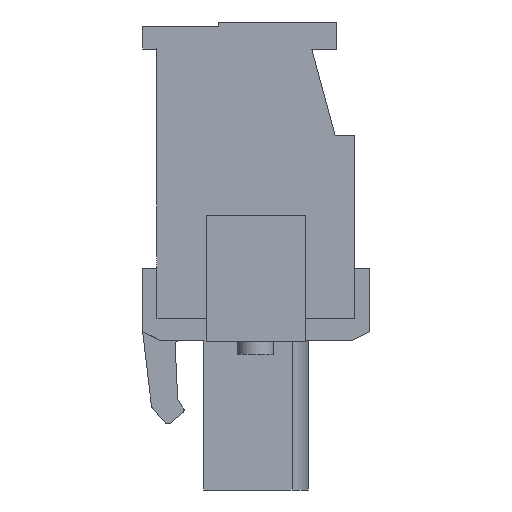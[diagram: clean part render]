
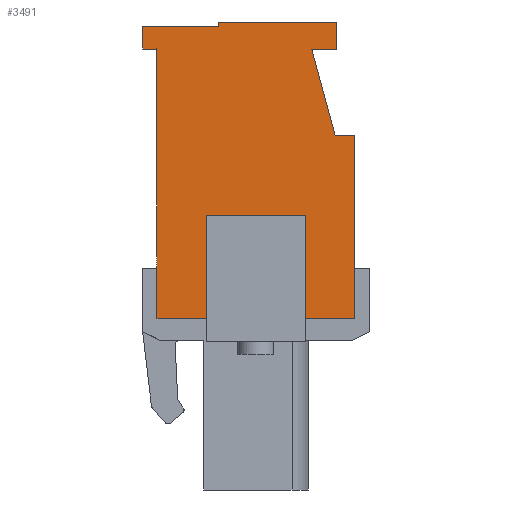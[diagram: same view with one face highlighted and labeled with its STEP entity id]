
A CAD part, left-side view. The second image highlights one B-rep face of the part: STEP entity #3491.
In plain terms, the highlighted planar face has unit normal (-1, 0, 0).
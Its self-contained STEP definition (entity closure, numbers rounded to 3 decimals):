
#3491 = ADVANCED_FACE( '', ( #7435 ), #7436, .T. );
#7435 = FACE_OUTER_BOUND( '', #11899, .T. );
#7436 = PLANE( '', #11900 );
#11899 = EDGE_LOOP( '', ( #21465, #21466, #21467, #21468, #21469, #21470, #21471, #21472, #21473, #21474, #21475, #21476, #21477, #21478, #21479, #21480 ) );
#11900 = AXIS2_PLACEMENT_3D( '', #21481, #21482, #21483 );
#21465 = ORIENTED_EDGE( '', *, *, #27818, .F. );
#21466 = ORIENTED_EDGE( '', *, *, #28202, .F. );
#21467 = ORIENTED_EDGE( '', *, *, #31140, .F. );
#21468 = ORIENTED_EDGE( '', *, *, #28824, .T. );
#21469 = ORIENTED_EDGE( '', *, *, #30877, .T. );
#21470 = ORIENTED_EDGE( '', *, *, #30109, .T. );
#21471 = ORIENTED_EDGE( '', *, *, #31141, .T. );
#21472 = ORIENTED_EDGE( '', *, *, #30664, .T. );
#21473 = ORIENTED_EDGE( '', *, *, #30617, .T. );
#21474 = ORIENTED_EDGE( '', *, *, #28317, .T. );
#21475 = ORIENTED_EDGE( '', *, *, #29979, .T. );
#21476 = ORIENTED_EDGE( '', *, *, #31142, .T. );
#21477 = ORIENTED_EDGE( '', *, *, #28069, .T. );
#21478 = ORIENTED_EDGE( '', *, *, #28382, .T. );
#21479 = ORIENTED_EDGE( '', *, *, #29742, .T. );
#21480 = ORIENTED_EDGE( '', *, *, #28826, .T. );
#21481 = CARTESIAN_POINT( '', ( -30.73, 0., 0. ) );
#21482 = DIRECTION( '', ( -1., 0., 0. ) );
#21483 = DIRECTION( '', ( 0., 0., 1. ) );
#27818 = EDGE_CURVE( '', #33647, #33648, #33649, .T. );
#28069 = EDGE_CURVE( '', #34083, #34084, #34085, .T. );
#28202 = EDGE_CURVE( '', #34305, #33647, #34306, .T. );
#28317 = EDGE_CURVE( '', #34504, #34505, #34506, .T. );
#28382 = EDGE_CURVE( '', #34084, #34617, #34618, .T. );
#28824 = EDGE_CURVE( '', #35378, #35376, #35379, .T. );
#28826 = EDGE_CURVE( '', #35297, #33648, #35381, .T. );
#29742 = EDGE_CURVE( '', #34617, #35297, #36808, .T. );
#29979 = EDGE_CURVE( '', #34505, #37167, #37168, .T. );
#30109 = EDGE_CURVE( '', #37358, #37359, #37360, .T. );
#30617 = EDGE_CURVE( '', #38097, #34504, #38098, .T. );
#30664 = EDGE_CURVE( '', #38161, #38097, #38162, .T. );
#30877 = EDGE_CURVE( '', #35376, #37358, #38450, .T. );
#31140 = EDGE_CURVE( '', #35378, #34305, #38804, .T. );
#31141 = EDGE_CURVE( '', #37359, #38161, #38805, .T. );
#31142 = EDGE_CURVE( '', #37167, #34083, #38806, .T. );
#33647 = VERTEX_POINT( '', #42052 );
#33648 = VERTEX_POINT( '', #42053 );
#33649 = LINE( '', #42054, #42055 );
#34083 = VERTEX_POINT( '', #42680 );
#34084 = VERTEX_POINT( '', #42681 );
#34085 = LINE( '', #42682, #42683 );
#34305 = VERTEX_POINT( '', #43001 );
#34306 = LINE( '', #43002, #43003 );
#34504 = VERTEX_POINT( '', #43297 );
#34505 = VERTEX_POINT( '', #43298 );
#34506 = LINE( '', #43299, #43300 );
#34617 = VERTEX_POINT( '', #43460 );
#34618 = LINE( '', #43461, #43462 );
#35297 = VERTEX_POINT( '', #44452 );
#35376 = VERTEX_POINT( '', #44578 );
#35378 = VERTEX_POINT( '', #44581 );
#35379 = LINE( '', #44582, #44583 );
#35381 = LINE( '', #44586, #44587 );
#36808 = LINE( '', #46678, #46679 );
#37167 = VERTEX_POINT( '', #47209 );
#37168 = LINE( '', #47210, #47211 );
#37358 = VERTEX_POINT( '', #47484 );
#37359 = VERTEX_POINT( '', #47485 );
#37360 = LINE( '', #47486, #47487 );
#38097 = VERTEX_POINT( '', #48632 );
#38098 = LINE( '', #48633, #48634 );
#38161 = VERTEX_POINT( '', #48724 );
#38162 = LINE( '', #48725, #48726 );
#38450 = LINE( '', #49159, #49160 );
#38804 = LINE( '', #49694, #49695 );
#38805 = LINE( '', #49696, #49697 );
#38806 = LINE( '', #49698, #49699 );
#42052 = CARTESIAN_POINT( '', ( -30.73, 2.75, -1.75 ) );
#42053 = CARTESIAN_POINT( '', ( -30.73, 2.75, -7.5 ) );
#42054 = CARTESIAN_POINT( '', ( -30.73, 2.75, -1.75 ) );
#42055 = VECTOR( '', #52466, 1000. );
#42680 = CARTESIAN_POINT( '', ( -30.73, 6.3, 8.75 ) );
#42681 = CARTESIAN_POINT( '', ( -30.73, 6.3, 7.5 ) );
#42682 = CARTESIAN_POINT( '', ( -30.73, 6.3, 8.75 ) );
#42683 = VECTOR( '', #52697, 1000. );
#43001 = CARTESIAN_POINT( '', ( -30.73, -2.75, -1.75 ) );
#43002 = CARTESIAN_POINT( '', ( -30.73, -2.75, -1.75 ) );
#43003 = VECTOR( '', #52811, 1000. );
#43297 = CARTESIAN_POINT( '', ( -30.73, -4.5, 9. ) );
#43298 = CARTESIAN_POINT( '', ( -30.73, 2.1, 9. ) );
#43299 = CARTESIAN_POINT( '', ( -30.73, -4.5, 9. ) );
#43300 = VECTOR( '', #52929, 1000. );
#43460 = CARTESIAN_POINT( '', ( -30.73, 5.5, 7.5 ) );
#43461 = CARTESIAN_POINT( '', ( -30.73, 6.3, 7.5 ) );
#43462 = VECTOR( '', #52994, 1000. );
#44452 = CARTESIAN_POINT( '', ( -30.73, 5.5, -7.5 ) );
#44578 = CARTESIAN_POINT( '', ( -30.73, -5.5, -7.5 ) );
#44581 = CARTESIAN_POINT( '', ( -30.73, -2.75, -7.5 ) );
#44582 = CARTESIAN_POINT( '', ( -30.73, 5.5, -7.5 ) );
#44583 = VECTOR( '', #53405, 1000. );
#44586 = CARTESIAN_POINT( '', ( -30.73, 5.5, -7.5 ) );
#44587 = VECTOR( '', #53407, 1000. );
#46678 = CARTESIAN_POINT( '', ( -30.73, 5.5, 7.5 ) );
#46679 = VECTOR( '', #54198, 1000. );
#47209 = CARTESIAN_POINT( '', ( -30.73, 2.1, 8.75 ) );
#47210 = CARTESIAN_POINT( '', ( -30.73, 2.1, 9. ) );
#47211 = VECTOR( '', #54409, 1000. );
#47484 = CARTESIAN_POINT( '', ( -30.73, -5.5, 2.7 ) );
#47485 = CARTESIAN_POINT( '', ( -30.73, -4.4, 2.7 ) );
#47486 = CARTESIAN_POINT( '', ( -30.73, -5.5, 2.7 ) );
#47487 = VECTOR( '', #54535, 1000. );
#48632 = CARTESIAN_POINT( '', ( -30.73, -4.5, 7.5 ) );
#48633 = CARTESIAN_POINT( '', ( -30.73, -4.5, 7.5 ) );
#48634 = VECTOR( '', #54999, 1000. );
#48724 = CARTESIAN_POINT( '', ( -30.73, -3.1, 7.5 ) );
#48725 = CARTESIAN_POINT( '', ( -30.73, -3.1, 7.5 ) );
#48726 = VECTOR( '', #55039, 1000. );
#49159 = CARTESIAN_POINT( '', ( -30.73, -5.5, -7.5 ) );
#49160 = VECTOR( '', #55206, 1000. );
#49694 = CARTESIAN_POINT( '', ( -30.73, -2.75, -8.75 ) );
#49695 = VECTOR( '', #55438, 1000. );
#49696 = CARTESIAN_POINT( '', ( -30.73, -4.4, 2.7 ) );
#49697 = VECTOR( '', #55439, 1000. );
#49698 = CARTESIAN_POINT( '', ( -30.73, 2.1, 8.75 ) );
#49699 = VECTOR( '', #55440, 1000. );
#52466 = DIRECTION( '', ( 0., 0., -1. ) );
#52697 = DIRECTION( '', ( 0., 0., -1. ) );
#52811 = DIRECTION( '', ( 0., 1., 0. ) );
#52929 = DIRECTION( '', ( 0., 1., 0. ) );
#52994 = DIRECTION( '', ( 0., -1., 0. ) );
#53405 = DIRECTION( '', ( 0., -1., 0. ) );
#53407 = DIRECTION( '', ( 0., -1., 0. ) );
#54198 = DIRECTION( '', ( 0., 0., -1. ) );
#54409 = DIRECTION( '', ( 0., 0., -1. ) );
#54535 = DIRECTION( '', ( 0., 1., 0. ) );
#54999 = DIRECTION( '', ( 0., 0., 1. ) );
#55039 = DIRECTION( '', ( 0., -1., 0. ) );
#55206 = DIRECTION( '', ( 0., 0., 1. ) );
#55438 = DIRECTION( '', ( 0., 0., 1. ) );
#55439 = DIRECTION( '', ( 0., 0.261, 0.965 ) );
#55440 = DIRECTION( '', ( 0., 1., 0. ) );
